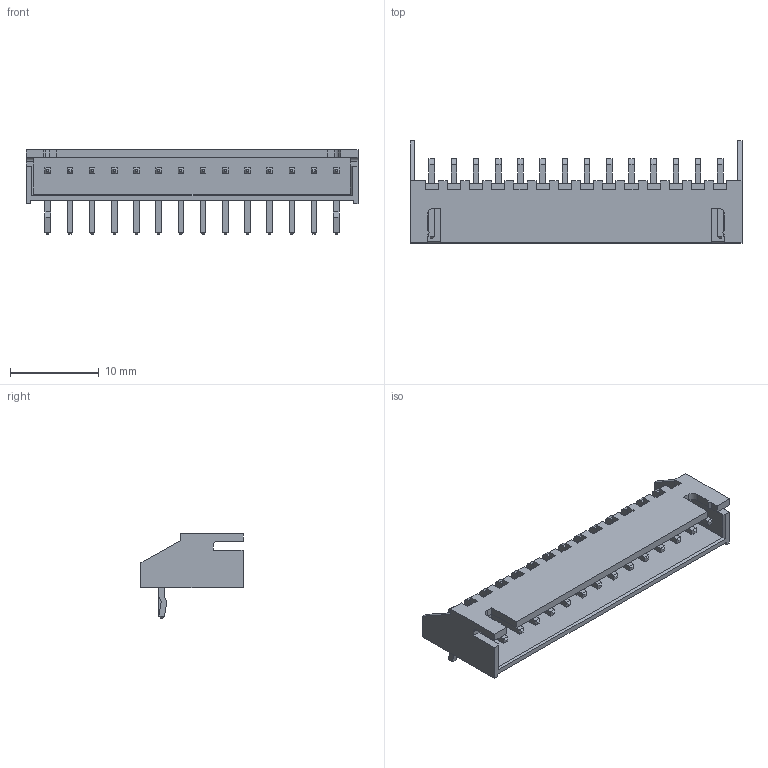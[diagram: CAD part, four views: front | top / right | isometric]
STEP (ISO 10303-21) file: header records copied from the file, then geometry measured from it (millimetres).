
FILE_DESCRIPTION(/* description */ ('model of JST_XH_S14B-XH-A_14x2.50mm_Angled.'),/* implementation_level */ FILE_NAME(/* name */ 'JST_XH_S14B-XH-A_14x2.50mm_Angled..stp',/* time_stamp */ '2017-07-06T00:01:04',/* author */ ('Rene Poeschl',''),/* organization */ (''),/* preprocessor_version */ '',/* originating_system */ '',/* authorisation */ '');
FILE_NAME(/* name */ 'JST_XH_S14B-XH-A_14x2.50mm_Angled..stp',/* time_stamp */ '2017-07-06T00:01:04',/* author */ ('Rene Poeschl',''),/* organization */ (''),/* preprocessor_version */ '',/* originating_system */ '',/* authorisation */ '');
FILE_SCHEMA(('AUTOMOTIVE_DESIGN_CC2 { 1 2 10303 214 -1 1 5 4 }'));
Length unit declared in the file: millimetre
Products named in the file (1): S14B_XH_A
Bounding box: 37.4 x 11.5 x 9.5 mm (x, y, z)
Volume: 756 mm3; surface area: 2073.5 mm2
Topology: 1 solids, 1 shells, 445 faces, 1143 edges, 728 vertices
Faces by surface type: plane 413, cylinder 32
Entity records: 16273 total; most frequent: CARTESIAN_POINT 2317, ORIENTED_EDGE 2286, DIRECTION 2099, EDGE_CURVE 1143, LINE 1079, VECTOR 1079, VERTEX_POINT 728, AXIS2_PLACEMENT_3D 510
